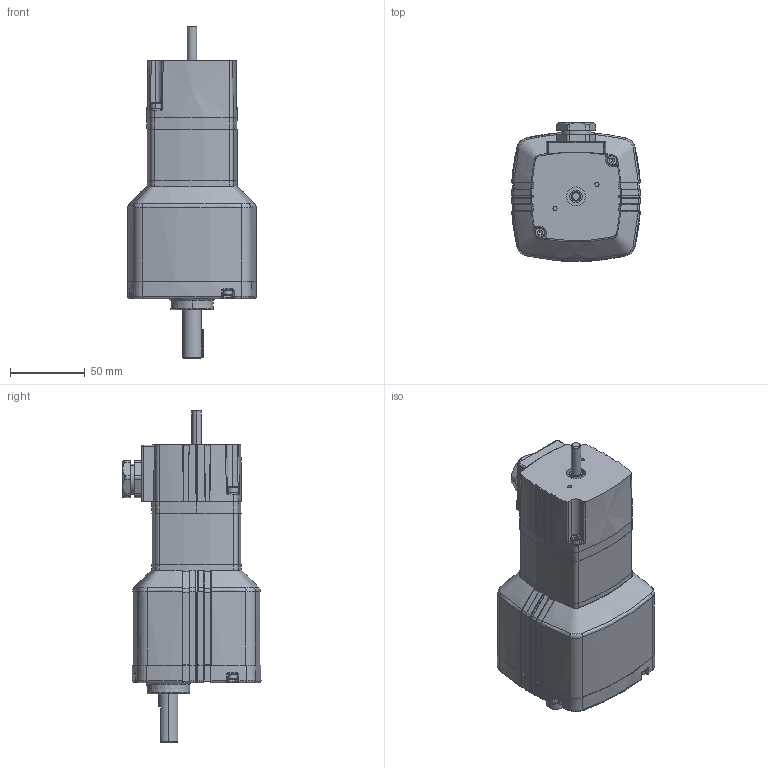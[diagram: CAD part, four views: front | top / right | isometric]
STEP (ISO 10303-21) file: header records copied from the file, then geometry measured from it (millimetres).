
FILE_DESCRIPTION (( 'STEP AP203' ), '1' );
FILE_NAME ('INFM0261.STEP', '2013-05-08T06:42:32', ( '' ), ( '' ), 'SwSTEP 2.0', 'SolidWorks 2012', '' );
FILE_SCHEMA (( 'CONFIG_CONTROL_DESIGN' ));
Length unit declared in the file: inch
Products named in the file (1): INFM0261
Bounding box: 86.5 x 92.34 x 221.64 mm (x, y, z)
Surface area: 69975.1 mm2 (no closed solid volume)
Topology: 0 solids, 25 shells, 714 faces, 2193 edges, 1422 vertices
Faces by surface type: cylinder 175, bspline 174, plane 148, cone 127, torus 84, sphere 6
Entity records: 31354 total; most frequent: CARTESIAN_POINT 13859, ORIENTED_EDGE 3581, DIRECTION 3342, EDGE_CURVE 2176, VERTEX_POINT 1422, AXIS2_PLACEMENT_3D 1397, CIRCLE 856, EDGE_LOOP 750
